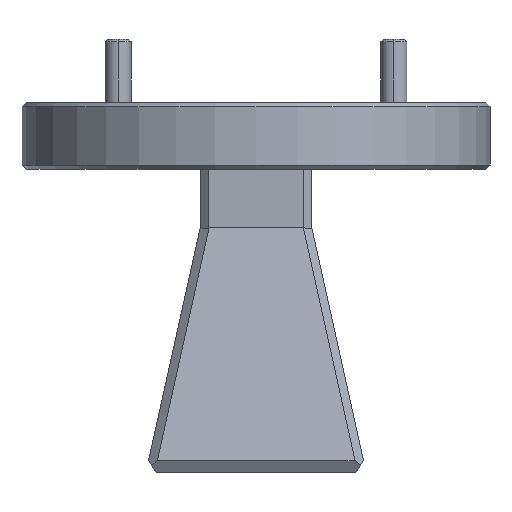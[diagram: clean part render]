
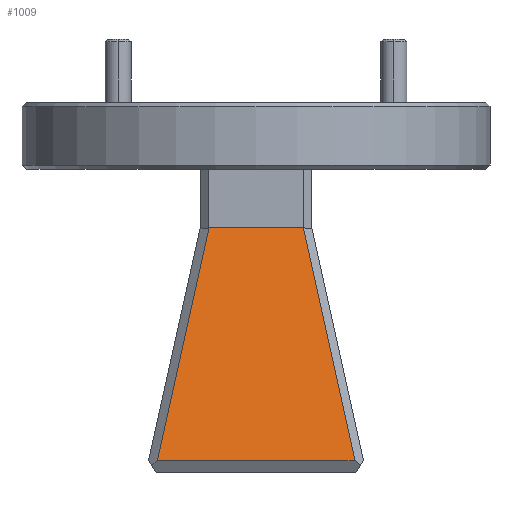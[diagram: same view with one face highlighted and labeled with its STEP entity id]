
A CAD part, front view. The second image highlights one B-rep face of the part: STEP entity #1009.
In plain terms, the highlighted planar face has unit normal (0, -0.976, 0.217).
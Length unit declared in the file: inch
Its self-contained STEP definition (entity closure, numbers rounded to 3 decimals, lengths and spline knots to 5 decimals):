
#110 = VERTEX_POINT ( 'NONE', #219 ) ;
#136 = VERTEX_POINT ( 'NONE', #2740 ) ;
#219 = CARTESIAN_POINT ( 'NONE',  ( -0.237, -0.2585, -0.86071 ) ) ;
#285 = LINE ( 'NONE', #1192, #2211 ) ;
#309 = DIRECTION ( 'NONE',  ( 0., 0.976, -0.217 ) ) ;
#460 = ORIENTED_EDGE ( 'NONE', *, *, #1597, .T. ) ;
#527 = FACE_OUTER_BOUND ( 'NONE', #1846, .T. ) ;
#589 = DIRECTION ( 'NONE',  ( -0.212, -0.212, -0.954 ) ) ;
#786 = VECTOR ( 'NONE', #2782, 39.37008 ) ;
#846 = AXIS2_PLACEMENT_3D ( 'NONE', #1858, #309, #1901 ) ;
#921 = ORIENTED_EDGE ( 'NONE', *, *, #2579, .T. ) ;
#1009 = ADVANCED_FACE ( 'NONE', ( #527 ), #2739, .F. ) ;
#1061 = CARTESIAN_POINT ( 'NONE',  ( -0.1125, -0.134, -0.3 ) ) ;
#1099 = CARTESIAN_POINT ( 'NONE',  ( 0.11354, -0.134, -0.3 ) ) ;
#1186 = CARTESIAN_POINT ( 'NONE',  ( 0.0418, -0.06226, 0.0231 ) ) ;
#1192 = CARTESIAN_POINT ( 'NONE',  ( 0., -0.134, -0.3 ) ) ;
#1387 = DIRECTION ( 'NONE',  ( 1., 0., 0. ) ) ;
#1410 = LINE ( 'NONE', #1186, #786 ) ;
#1539 = EDGE_CURVE ( 'NONE', #110, #136, #2464, .T. ) ;
#1597 = EDGE_CURVE ( 'NONE', #1911, #2667, #285, .T. ) ;
#1675 = EDGE_CURVE ( 'NONE', #136, #1911, #1410, .T. ) ;
#1676 = ORIENTED_EDGE ( 'NONE', *, *, #1675, .T. ) ;
#1839 = DIRECTION ( 'NONE',  ( -1., 0., 0. ) ) ;
#1846 = EDGE_LOOP ( 'NONE', ( #2636, #1676, #460, #921 ) ) ;
#1858 = CARTESIAN_POINT ( 'NONE',  ( 0., -0.06422, 0.01426 ) ) ;
#1901 = DIRECTION ( 'NONE',  ( 0., 0.217, 0.976 ) ) ;
#1911 = VERTEX_POINT ( 'NONE', #1099 ) ;
#2211 = VECTOR ( 'NONE', #1839, 39.37008 ) ;
#2252 = LINE ( 'NONE', #2703, #2806 ) ;
#2464 = LINE ( 'NONE', #2698, #2571 ) ;
#2571 = VECTOR ( 'NONE', #1387, 39.37008 ) ;
#2579 = EDGE_CURVE ( 'NONE', #2667, #110, #2252, .T. ) ;
#2636 = ORIENTED_EDGE ( 'NONE', *, *, #1539, .T. ) ;
#2667 = VERTEX_POINT ( 'NONE', #1061 ) ;
#2698 = CARTESIAN_POINT ( 'NONE',  ( 0.265, -0.2585, -0.86071 ) ) ;
#2703 = CARTESIAN_POINT ( 'NONE',  ( -0.04081, -0.06231, 0.02289 ) ) ;
#2739 = PLANE ( 'NONE',  #846 ) ;
#2740 = CARTESIAN_POINT ( 'NONE',  ( 0.23803, -0.2585, -0.86071 ) ) ;
#2782 = DIRECTION ( 'NONE',  ( -0.212, 0.212, 0.954 ) ) ;
#2806 = VECTOR ( 'NONE', #589, 39.37008 ) ;
